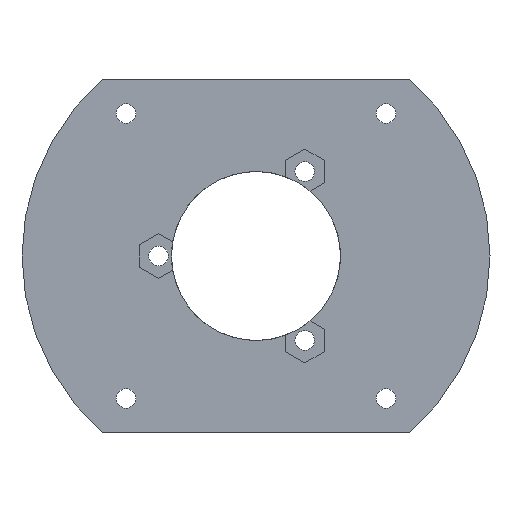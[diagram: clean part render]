
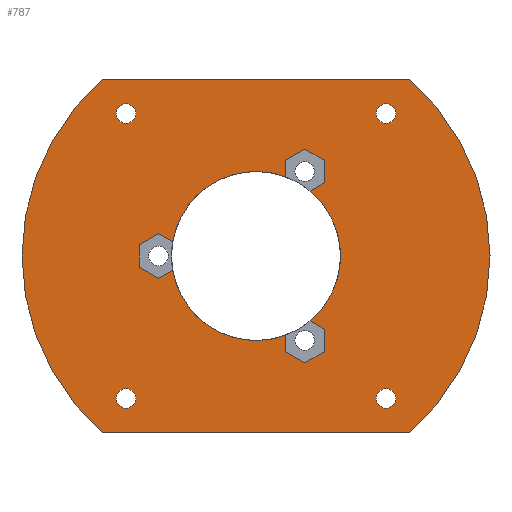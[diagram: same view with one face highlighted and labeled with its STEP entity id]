
A CAD part, front view. The second image highlights one B-rep face of the part: STEP entity #787.
In plain terms, the highlighted planar face has unit normal (0, -1, 0).
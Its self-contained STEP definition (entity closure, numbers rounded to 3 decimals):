
#28=FACE_BOUND('',#153,.T.);
#29=FACE_BOUND('',#154,.T.);
#30=FACE_BOUND('',#155,.T.);
#31=FACE_BOUND('',#156,.T.);
#32=FACE_BOUND('',#157,.T.);
#59=CIRCLE('',#856,36.);
#60=CIRCLE('',#857,36.);
#61=CIRCLE('',#858,13.);
#62=CIRCLE('',#859,13.);
#63=CIRCLE('',#860,13.);
#64=CIRCLE('',#861,1.5);
#65=CIRCLE('',#862,1.5);
#66=CIRCLE('',#863,1.5);
#67=CIRCLE('',#864,1.5);
#110=FACE_OUTER_BOUND('',#152,.T.);
#152=EDGE_LOOP('',(#601,#602,#603,#604));
#153=EDGE_LOOP('',(#605,#606,#607,#608,#609,#610,#611,#612,#613,#614,#615,
#616,#617,#618,#619,#620,#621,#622));
#154=EDGE_LOOP('',(#623));
#155=EDGE_LOOP('',(#624));
#156=EDGE_LOOP('',(#625));
#157=EDGE_LOOP('',(#626));
#194=LINE('',#1147,#265);
#198=LINE('',#1155,#269);
#201=LINE('',#1161,#272);
#204=LINE('',#1167,#275);
#207=LINE('',#1173,#278);
#210=LINE('',#1180,#281);
#214=LINE('',#1188,#285);
#217=LINE('',#1194,#288);
#220=LINE('',#1201,#291);
#224=LINE('',#1208,#295);
#226=LINE('',#1213,#297);
#230=LINE('',#1221,#301);
#233=LINE('',#1227,#304);
#236=LINE('',#1233,#307);
#239=LINE('',#1239,#310);
#246=LINE('',#1280,#317);
#247=LINE('',#1283,#318);
#265=VECTOR('',#910,10.);
#269=VECTOR('',#916,10.);
#272=VECTOR('',#921,10.);
#275=VECTOR('',#926,10.);
#278=VECTOR('',#931,10.);
#281=VECTOR('',#936,10.);
#285=VECTOR('',#942,10.);
#288=VECTOR('',#947,10.);
#291=VECTOR('',#952,10.);
#295=VECTOR('',#958,10.);
#297=VECTOR('',#962,10.);
#301=VECTOR('',#968,10.);
#304=VECTOR('',#973,10.);
#307=VECTOR('',#978,10.);
#310=VECTOR('',#983,10.);
#317=VECTOR('',#1026,10.);
#318=VECTOR('',#1029,10.);
#336=VERTEX_POINT('',#1145);
#337=VERTEX_POINT('',#1146);
#340=VERTEX_POINT('',#1154);
#342=VERTEX_POINT('',#1160);
#344=VERTEX_POINT('',#1166);
#346=VERTEX_POINT('',#1172);
#348=VERTEX_POINT('',#1178);
#349=VERTEX_POINT('',#1179);
#352=VERTEX_POINT('',#1187);
#354=VERTEX_POINT('',#1193);
#356=VERTEX_POINT('',#1199);
#357=VERTEX_POINT('',#1200);
#360=VERTEX_POINT('',#1211);
#361=VERTEX_POINT('',#1212);
#364=VERTEX_POINT('',#1220);
#366=VERTEX_POINT('',#1226);
#368=VERTEX_POINT('',#1232);
#370=VERTEX_POINT('',#1238);
#384=VERTEX_POINT('',#1276);
#385=VERTEX_POINT('',#1277);
#386=VERTEX_POINT('',#1279);
#387=VERTEX_POINT('',#1281);
#388=VERTEX_POINT('',#1287);
#389=VERTEX_POINT('',#1289);
#390=VERTEX_POINT('',#1291);
#391=VERTEX_POINT('',#1293);
#410=EDGE_CURVE('',#336,#337,#194,.T.);
#414=EDGE_CURVE('',#340,#336,#198,.T.);
#417=EDGE_CURVE('',#342,#340,#201,.T.);
#420=EDGE_CURVE('',#344,#342,#204,.T.);
#423=EDGE_CURVE('',#346,#344,#207,.T.);
#426=EDGE_CURVE('',#348,#349,#210,.T.);
#430=EDGE_CURVE('',#352,#348,#214,.T.);
#433=EDGE_CURVE('',#354,#352,#217,.T.);
#436=EDGE_CURVE('',#356,#357,#220,.T.);
#440=EDGE_CURVE('',#349,#356,#224,.T.);
#442=EDGE_CURVE('',#360,#361,#226,.T.);
#446=EDGE_CURVE('',#364,#360,#230,.T.);
#449=EDGE_CURVE('',#366,#364,#233,.T.);
#452=EDGE_CURVE('',#368,#366,#236,.T.);
#455=EDGE_CURVE('',#370,#368,#239,.T.);
#474=EDGE_CURVE('',#384,#385,#59,.T.);
#475=EDGE_CURVE('',#385,#386,#246,.T.);
#476=EDGE_CURVE('',#386,#387,#60,.T.);
#477=EDGE_CURVE('',#387,#384,#247,.T.);
#478=EDGE_CURVE('',#337,#354,#61,.T.);
#479=EDGE_CURVE('',#361,#346,#62,.T.);
#480=EDGE_CURVE('',#357,#370,#63,.T.);
#481=EDGE_CURVE('',#388,#388,#64,.T.);
#482=EDGE_CURVE('',#389,#389,#65,.T.);
#483=EDGE_CURVE('',#390,#390,#66,.T.);
#484=EDGE_CURVE('',#391,#391,#67,.T.);
#601=ORIENTED_EDGE('',*,*,#474,.T.);
#602=ORIENTED_EDGE('',*,*,#475,.T.);
#603=ORIENTED_EDGE('',*,*,#476,.T.);
#604=ORIENTED_EDGE('',*,*,#477,.T.);
#605=ORIENTED_EDGE('',*,*,#478,.F.);
#606=ORIENTED_EDGE('',*,*,#410,.F.);
#607=ORIENTED_EDGE('',*,*,#414,.F.);
#608=ORIENTED_EDGE('',*,*,#417,.F.);
#609=ORIENTED_EDGE('',*,*,#420,.F.);
#610=ORIENTED_EDGE('',*,*,#423,.F.);
#611=ORIENTED_EDGE('',*,*,#479,.F.);
#612=ORIENTED_EDGE('',*,*,#442,.F.);
#613=ORIENTED_EDGE('',*,*,#446,.F.);
#614=ORIENTED_EDGE('',*,*,#449,.F.);
#615=ORIENTED_EDGE('',*,*,#452,.F.);
#616=ORIENTED_EDGE('',*,*,#455,.F.);
#617=ORIENTED_EDGE('',*,*,#480,.F.);
#618=ORIENTED_EDGE('',*,*,#436,.F.);
#619=ORIENTED_EDGE('',*,*,#440,.F.);
#620=ORIENTED_EDGE('',*,*,#426,.F.);
#621=ORIENTED_EDGE('',*,*,#430,.F.);
#622=ORIENTED_EDGE('',*,*,#433,.F.);
#623=ORIENTED_EDGE('',*,*,#481,.T.);
#624=ORIENTED_EDGE('',*,*,#482,.T.);
#625=ORIENTED_EDGE('',*,*,#483,.T.);
#626=ORIENTED_EDGE('',*,*,#484,.T.);
#758=PLANE('',#855);
#787=ADVANCED_FACE('',(#110,#28,#29,#30,#31,#32),#758,.T.);
#855=AXIS2_PLACEMENT_3D('',#1275,#1022,#1023);
#856=AXIS2_PLACEMENT_3D('',#1278,#1024,#1025);
#857=AXIS2_PLACEMENT_3D('',#1282,#1027,#1028);
#858=AXIS2_PLACEMENT_3D('',#1284,#1030,#1031);
#859=AXIS2_PLACEMENT_3D('',#1285,#1032,#1033);
#860=AXIS2_PLACEMENT_3D('',#1286,#1034,#1035);
#861=AXIS2_PLACEMENT_3D('',#1288,#1036,#1037);
#862=AXIS2_PLACEMENT_3D('',#1290,#1038,#1039);
#863=AXIS2_PLACEMENT_3D('',#1292,#1040,#1041);
#864=AXIS2_PLACEMENT_3D('',#1294,#1042,#1043);
#910=DIRECTION('',(-0.866,0.,0.5));
#916=DIRECTION('',(0.,0.,1.));
#921=DIRECTION('',(0.866,0.,0.5));
#926=DIRECTION('',(0.866,0.,-0.5));
#931=DIRECTION('',(0.,0.,-1.));
#936=DIRECTION('',(-0.866,0.,0.5));
#942=DIRECTION('',(0.,0.,1.));
#947=DIRECTION('',(0.866,0.,0.5));
#952=DIRECTION('',(0.,0.,-1.));
#958=DIRECTION('',(-0.866,0.,-0.5));
#962=DIRECTION('',(0.866,0.,0.5));
#968=DIRECTION('',(0.866,0.,-0.5));
#973=DIRECTION('',(0.,0.,-1.));
#978=DIRECTION('',(-0.866,0.,-0.5));
#983=DIRECTION('',(-0.866,0.,0.5));
#1022=DIRECTION('center_axis',(0.,-1.,0.));
#1023=DIRECTION('ref_axis',(1.,0.,0.));
#1024=DIRECTION('center_axis',(0.,-1.,0.));
#1025=DIRECTION('ref_axis',(-0.656,0.,0.755));
#1026=DIRECTION('',(1.,0.,0.));
#1027=DIRECTION('center_axis',(0.,-1.,0.));
#1028=DIRECTION('ref_axis',(0.656,0.,-0.755));
#1029=DIRECTION('',(-1.,0.,0.));
#1030=DIRECTION('center_axis',(0.,-1.,0.));
#1031=DIRECTION('ref_axis',(1.,0.,0.));
#1032=DIRECTION('center_axis',(0.,-1.,0.));
#1033=DIRECTION('ref_axis',(1.,0.,0.));
#1034=DIRECTION('center_axis',(0.,-1.,0.));
#1035=DIRECTION('ref_axis',(1.,0.,0.));
#1036=DIRECTION('center_axis',(0.,1.,0.));
#1037=DIRECTION('ref_axis',(1.,0.,0.));
#1038=DIRECTION('center_axis',(0.,1.,0.));
#1039=DIRECTION('ref_axis',(1.,0.,0.));
#1040=DIRECTION('center_axis',(0.,1.,0.));
#1041=DIRECTION('ref_axis',(1.,0.,0.));
#1042=DIRECTION('center_axis',(0.,1.,0.));
#1043=DIRECTION('ref_axis',(1.,0.,0.));
#1145=CARTESIAN_POINT('',(10.5,-3.,-11.258));
#1146=CARTESIAN_POINT('',(8.312,-3.,-9.995));
#1147=CARTESIAN_POINT('',(10.5,-3.,-11.258));
#1154=CARTESIAN_POINT('',(10.5,-3.,-14.722));
#1155=CARTESIAN_POINT('',(10.5,-3.,-14.722));
#1160=CARTESIAN_POINT('',(7.5,-3.,-16.454));
#1161=CARTESIAN_POINT('',(7.5,-3.,-16.454));
#1166=CARTESIAN_POINT('',(4.5,-3.,-14.722));
#1167=CARTESIAN_POINT('',(4.5,-3.,-14.722));
#1172=CARTESIAN_POINT('',(4.5,-3.,-12.196));
#1173=CARTESIAN_POINT('',(4.5,-3.,-12.196));
#1178=CARTESIAN_POINT('',(10.5,-3.,14.722));
#1179=CARTESIAN_POINT('',(7.5,-3.,16.454));
#1180=CARTESIAN_POINT('',(10.5,-3.,14.722));
#1187=CARTESIAN_POINT('',(10.5,-3.,11.258));
#1188=CARTESIAN_POINT('',(10.5,-3.,11.258));
#1193=CARTESIAN_POINT('',(8.312,-3.,9.995));
#1194=CARTESIAN_POINT('',(8.312,-3.,9.995));
#1199=CARTESIAN_POINT('',(4.5,-3.,14.722));
#1200=CARTESIAN_POINT('',(4.5,-3.,12.196));
#1201=CARTESIAN_POINT('',(4.5,-3.,14.722));
#1208=CARTESIAN_POINT('',(7.5,-3.,16.454));
#1211=CARTESIAN_POINT('',(-15.,-3.,-3.464));
#1212=CARTESIAN_POINT('',(-12.812,-3.,-2.201));
#1213=CARTESIAN_POINT('',(-15.,-3.,-3.464));
#1220=CARTESIAN_POINT('',(-18.,-3.,-1.732));
#1221=CARTESIAN_POINT('',(-18.,-3.,-1.732));
#1226=CARTESIAN_POINT('',(-18.,-3.,1.732));
#1227=CARTESIAN_POINT('',(-18.,-3.,1.732));
#1232=CARTESIAN_POINT('',(-15.,-3.,3.464));
#1233=CARTESIAN_POINT('',(-15.,-3.,3.464));
#1238=CARTESIAN_POINT('',(-12.812,-3.,2.201));
#1239=CARTESIAN_POINT('',(-12.812,-3.,2.201));
#1275=CARTESIAN_POINT('Origin',(0.,-3.,0.));
#1276=CARTESIAN_POINT('',(-23.62,-3.,27.168));
#1277=CARTESIAN_POINT('',(-23.62,-3.,-27.168));
#1278=CARTESIAN_POINT('Origin',(0.,-3.,0.));
#1279=CARTESIAN_POINT('',(23.62,-3.,-27.168));
#1280=CARTESIAN_POINT('',(-23.62,-3.,-27.168));
#1281=CARTESIAN_POINT('',(23.62,-3.,27.168));
#1282=CARTESIAN_POINT('Origin',(0.,-3.,0.));
#1283=CARTESIAN_POINT('',(23.62,-3.,27.168));
#1284=CARTESIAN_POINT('Origin',(0.,-3.,0.));
#1285=CARTESIAN_POINT('Origin',(0.,-3.,0.));
#1286=CARTESIAN_POINT('Origin',(0.,-3.,0.));
#1287=CARTESIAN_POINT('',(-21.5,-3.,21.92));
#1288=CARTESIAN_POINT('Origin',(-20.,-3.,21.92));
#1289=CARTESIAN_POINT('',(-21.5,-3.,-21.92));
#1290=CARTESIAN_POINT('Origin',(-20.,-3.,-21.92));
#1291=CARTESIAN_POINT('',(18.5,-3.,21.92));
#1292=CARTESIAN_POINT('Origin',(20.,-3.,21.92));
#1293=CARTESIAN_POINT('',(18.5,-3.,-21.92));
#1294=CARTESIAN_POINT('Origin',(20.,-3.,-21.92));
